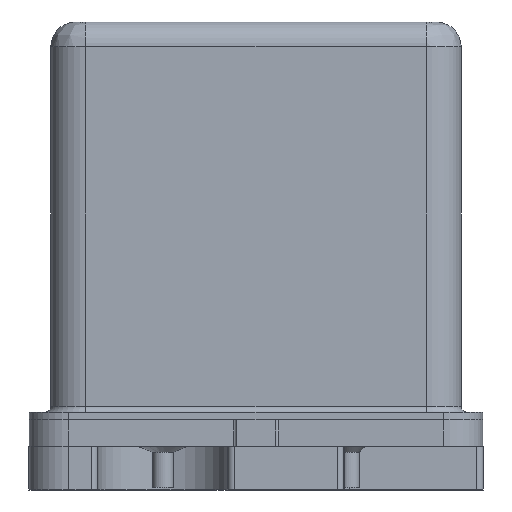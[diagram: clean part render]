
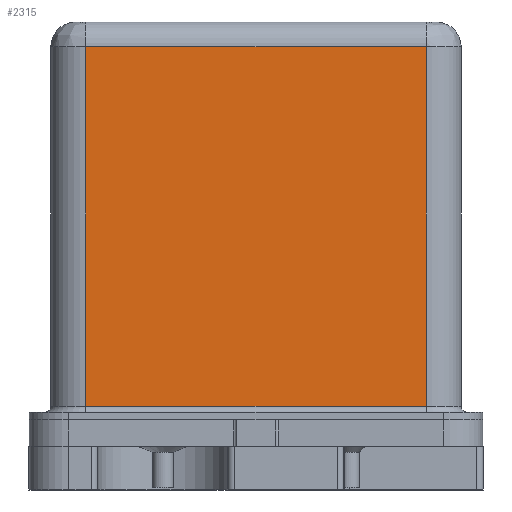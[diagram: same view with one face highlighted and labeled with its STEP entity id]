
A CAD part, front view. The second image highlights one B-rep face of the part: STEP entity #2315.
In plain terms, the highlighted planar face has unit normal (0, -1, 0).
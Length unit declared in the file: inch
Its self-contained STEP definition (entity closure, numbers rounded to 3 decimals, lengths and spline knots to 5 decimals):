
#1286=LINE('',#7126,#1588);
#1291=LINE('',#7222,#1593);
#1296=LINE('',#7236,#1598);
#1301=LINE('',#7248,#1603);
#1588=VECTOR('',#5833,1.);
#1593=VECTOR('',#5872,1.);
#1598=VECTOR('',#5887,1.);
#1603=VECTOR('',#5902,1.);
#1983=PLANE('',#5250);
#2105=FACE_OUTER_BOUND('',#2727,.T.);
#2315=ADVANCED_FACE('',(#2105),#1983,.T.);
#2727=EDGE_LOOP('',(#3148,#3149,#3150,#3151));
#3148=ORIENTED_EDGE('',*,*,#4480,.T.);
#3149=ORIENTED_EDGE('',*,*,#4493,.T.);
#3150=ORIENTED_EDGE('',*,*,#4487,.T.);
#3151=ORIENTED_EDGE('',*,*,#4462,.T.);
#4084=VERTEX_POINT('',#7127);
#4085=VERTEX_POINT('',#7128);
#4093=VERTEX_POINT('',#7221);
#4098=VERTEX_POINT('',#7237);
#4462=EDGE_CURVE('',#4084,#4085,#1286,.T.);
#4480=EDGE_CURVE('',#4085,#4093,#1291,.T.);
#4487=EDGE_CURVE('',#4098,#4084,#1296,.T.);
#4493=EDGE_CURVE('',#4093,#4098,#1301,.T.);
#5250=AXIS2_PLACEMENT_3D('',#7249,#5903,#5904);
#5833=DIRECTION('',(-1.,0.,0.));
#5872=DIRECTION('',(0.,0.,-1.));
#5887=DIRECTION('',(0.,0.,1.));
#5902=DIRECTION('',(1.,0.,0.));
#5903=DIRECTION('',(0.,-1.,0.));
#5904=DIRECTION('',(0.,0.,-1.));
#7126=CARTESIAN_POINT('',(0.,-0.215,0.3));
#7127=CARTESIAN_POINT('',(0.137,-0.215,0.3));
#7128=CARTESIAN_POINT('',(-0.137,-0.215,0.3));
#7221=CARTESIAN_POINT('',(-0.137,-0.215,0.011));
#7222=CARTESIAN_POINT('',(-0.137,-0.215,0.));
#7236=CARTESIAN_POINT('',(0.137,-0.215,0.));
#7237=CARTESIAN_POINT('',(0.137,-0.215,0.011));
#7248=CARTESIAN_POINT('',(0.,-0.215,0.011));
#7249=CARTESIAN_POINT('',(0.,-0.215,0.));
